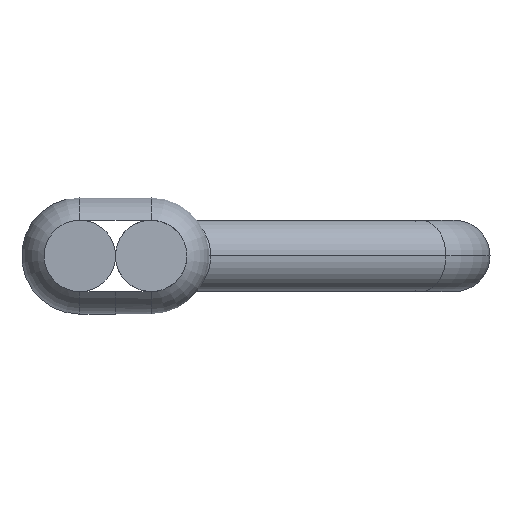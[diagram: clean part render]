
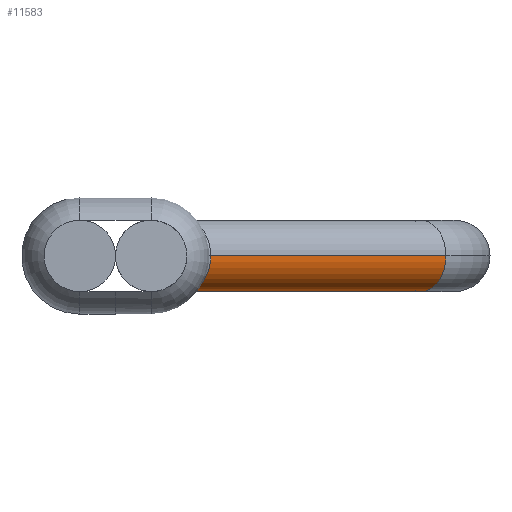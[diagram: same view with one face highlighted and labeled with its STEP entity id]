
A CAD part, front view. The second image highlights one B-rep face of the part: STEP entity #11583.
In plain terms, the highlighted cylindrical face has radius 6 mm (diameter 12 mm), a partial arc.
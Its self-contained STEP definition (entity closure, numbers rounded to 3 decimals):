
#214 = DIRECTION ( 'NONE',  ( 0.723, 0.691, 0. ) ) ;
#261 = CARTESIAN_POINT ( 'NONE',  ( 55.581, 492.649, 0. ) ) ;
#675 = FACE_OUTER_BOUND ( 'NONE', #7464, .T. ) ;
#1420 = DIRECTION ( 'NONE',  ( 0.723, 0.691, 0. ) ) ;
#1465 = CARTESIAN_POINT ( 'NONE',  ( 51.436, 496.987, 0. ) ) ;
#1559 = DIRECTION ( 'NONE',  ( 0.723, 0.691, 0. ) ) ;
#2889 = VERTEX_POINT ( 'NONE', #11630 ) ;
#3434 = VERTEX_POINT ( 'NONE', #261 ) ;
#3465 = AXIS2_PLACEMENT_3D ( 'NONE', #6204, #8263, #8302 ) ;
#3694 = ORIENTED_EDGE ( 'NONE', *, *, #5619, .F. ) ;
#4035 = CYLINDRICAL_SURFACE ( 'NONE', #3465, 6. ) ;
#4350 = CARTESIAN_POINT ( 'NONE',  ( 11.873, 459.18, 0. ) ) ;
#5121 = CARTESIAN_POINT ( 'NONE',  ( 47.291, 501.324, 0. ) ) ;
#5164 = CARTESIAN_POINT ( 'NONE',  ( 7.728, 463.518, 0. ) ) ;
#5259 = ORIENTED_EDGE ( 'NONE', *, *, #10357, .F. ) ;
#5574 = ORIENTED_EDGE ( 'NONE', *, *, #6089, .T. ) ;
#5619 = EDGE_CURVE ( 'NONE', #2889, #3434, #9951, .T. ) ;
#5672 = CARTESIAN_POINT ( 'NONE',  ( 7.728, 463.518, 0. ) ) ;
#6089 = EDGE_CURVE ( 'NONE', #2889, #9139, #11689, .T. ) ;
#6204 = CARTESIAN_POINT ( 'NONE',  ( 11.873, 459.18, 0. ) ) ;
#7225 = VECTOR ( 'NONE', #1420, 1000. ) ;
#7464 = EDGE_LOOP ( 'NONE', ( #3694, #5574, #9839, #5259 ) ) ;
#7477 = DIRECTION ( 'NONE',  ( -0.691, 0.723, 0. ) ) ;
#8263 = DIRECTION ( 'NONE',  ( 0.723, 0.691, 0. ) ) ;
#8302 = DIRECTION ( 'NONE',  ( -0.691, 0.723, 0. ) ) ;
#8543 = DIRECTION ( 'NONE',  ( 0.723, 0.691, 0. ) ) ;
#8672 = DIRECTION ( 'NONE',  ( -0.691, 0.723, 0. ) ) ;
#9139 = VERTEX_POINT ( 'NONE', #5672 ) ;
#9839 = ORIENTED_EDGE ( 'NONE', *, *, #10173, .T. ) ;
#9951 = LINE ( 'NONE', #12510, #7225 ) ;
#10173 = EDGE_CURVE ( 'NONE', #9139, #13054, #13002, .T. ) ;
#10357 = EDGE_CURVE ( 'NONE', #3434, #13054, #12028, .T. ) ;
#11069 = VECTOR ( 'NONE', #8543, 1000. ) ;
#11142 = AXIS2_PLACEMENT_3D ( 'NONE', #1465, #1559, #8672 ) ;
#11583 = ADVANCED_FACE ( 'NONE', ( #675 ), #4035, .T. ) ;
#11630 = CARTESIAN_POINT ( 'NONE',  ( 16.019, 454.842, 0. ) ) ;
#11689 = CIRCLE ( 'NONE', #12059, 6. ) ;
#12028 = CIRCLE ( 'NONE', #11142, 6. ) ;
#12059 = AXIS2_PLACEMENT_3D ( 'NONE', #4350, #214, #7477 ) ;
#12510 = CARTESIAN_POINT ( 'NONE',  ( 16.019, 454.842, 0. ) ) ;
#13002 = LINE ( 'NONE', #5164, #11069 ) ;
#13054 = VERTEX_POINT ( 'NONE', #5121 ) ;
